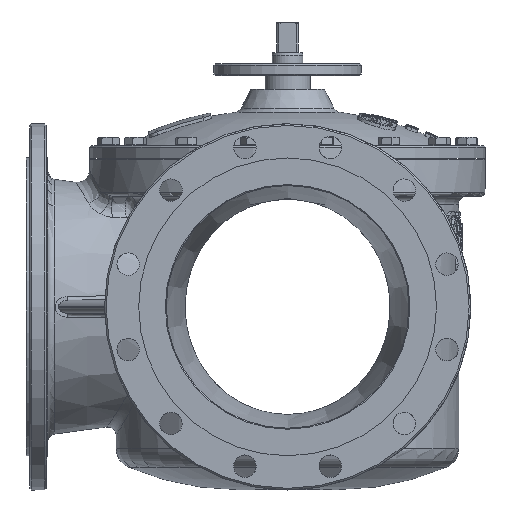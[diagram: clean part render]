
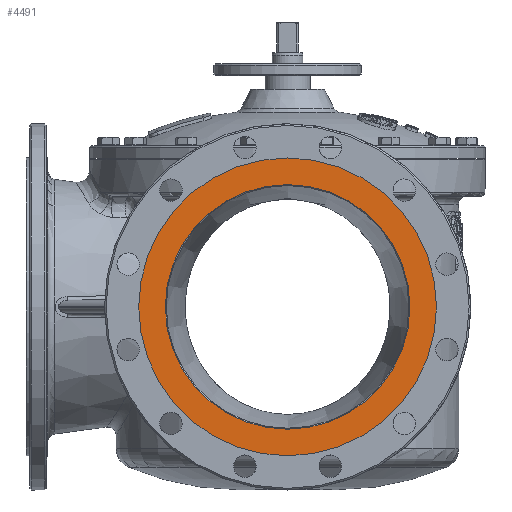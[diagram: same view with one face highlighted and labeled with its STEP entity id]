
A CAD part, left-side view. The second image highlights one B-rep face of the part: STEP entity #4491.
In plain terms, the highlighted planar face has unit normal (-1, 0, 0).
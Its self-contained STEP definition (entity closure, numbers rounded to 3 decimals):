
#3693 = DIRECTION ( 'NONE',  ( 0., 0., 1. ) ) ;
#4491 = ADVANCED_FACE ( 'NONE', ( #95724, #36090 ), #20394, .T. ) ;
#6653 = CARTESIAN_POINT ( 'NONE',  ( -350.122, -158.045, -193.706 ) ) ;
#12910 = CARTESIAN_POINT ( 'NONE',  ( -350.122, -6.102, -193.706 ) ) ;
#17891 = DIRECTION ( 'NONE',  ( 1., 0., 0. ) ) ;
#18278 = CIRCLE ( 'NONE', #85567, 185. ) ;
#20394 = PLANE ( 'NONE',  #81489 ) ;
#20724 = DIRECTION ( 'NONE',  ( 0., 0., -1. ) ) ;
#36090 = FACE_OUTER_BOUND ( 'NONE', #75503, .T. ) ;
#42244 = ORIENTED_EDGE ( 'NONE', *, *, #98241, .T. ) ;
#43173 = CIRCLE ( 'NONE', #81790, 151.943 ) ;
#47326 = EDGE_CURVE ( 'NONE', #71659, #71659, #18278, .T. ) ;
#50111 = DIRECTION ( 'NONE',  ( 1., 0., 0. ) ) ;
#64313 = CARTESIAN_POINT ( 'NONE',  ( -350.122, -6.102, -193.706 ) ) ;
#64408 = ORIENTED_EDGE ( 'NONE', *, *, #47326, .F. ) ;
#64957 = EDGE_LOOP ( 'NONE', ( #42244 ) ) ;
#67173 = DIRECTION ( 'NONE',  ( -1., 0., 0. ) ) ;
#67854 = VERTEX_POINT ( 'NONE', #6653 ) ;
#71659 = VERTEX_POINT ( 'NONE', #96429 ) ;
#72122 = DIRECTION ( 'NONE',  ( 0., -1., 0. ) ) ;
#75503 = EDGE_LOOP ( 'NONE', ( #64408 ) ) ;
#81489 = AXIS2_PLACEMENT_3D ( 'NONE', #12910, #67173, #20724 ) ;
#81790 = AXIS2_PLACEMENT_3D ( 'NONE', #64313, #17891, #72122 ) ;
#85567 = AXIS2_PLACEMENT_3D ( 'NONE', #96792, #50111, #3693 ) ;
#95724 = FACE_BOUND ( 'NONE', #64957, .T. ) ;
#96429 = CARTESIAN_POINT ( 'NONE',  ( -350.122, -6.102, -8.706 ) ) ;
#96792 = CARTESIAN_POINT ( 'NONE',  ( -350.122, -6.102, -193.706 ) ) ;
#98241 = EDGE_CURVE ( 'NONE', #67854, #67854, #43173, .T. ) ;
